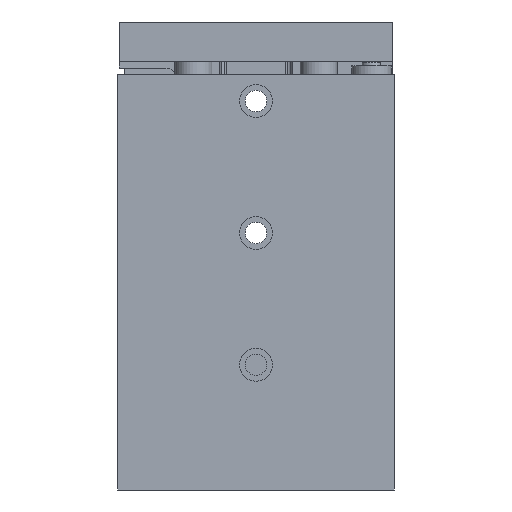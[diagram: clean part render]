
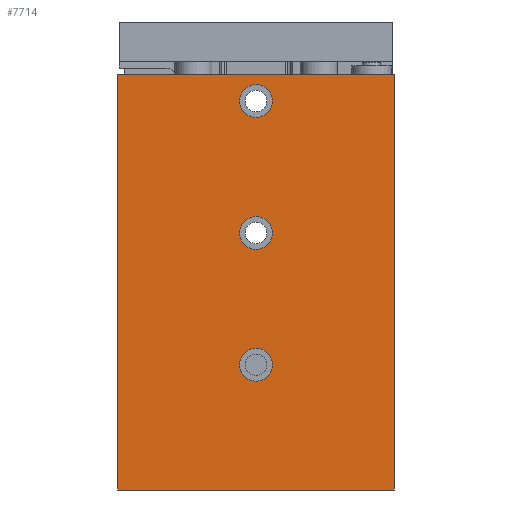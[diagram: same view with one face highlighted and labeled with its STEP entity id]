
A CAD part, front view. The second image highlights one B-rep face of the part: STEP entity #7714.
In plain terms, the highlighted planar face has unit normal (0, -1, 0).
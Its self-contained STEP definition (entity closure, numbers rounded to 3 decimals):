
#86=LINE('',#11277,#531);
#120=LINE('',#11353,#565);
#142=LINE('',#11445,#587);
#143=LINE('',#11453,#588);
#531=VECTOR('',#9062,1000.);
#565=VECTOR('',#9114,1000.);
#587=VECTOR('',#9184,1000.);
#588=VECTOR('',#9193,1000.);
#973=PLANE('',#8183);
#1261=ORIENTED_EDGE('',*,*,#3070,.F.);
#1262=ORIENTED_EDGE('',*,*,#3071,.F.);
#1263=ORIENTED_EDGE('',*,*,#3072,.F.);
#1264=ORIENTED_EDGE('',*,*,#2989,.F.);
#1265=ORIENTED_EDGE('',*,*,#3069,.F.);
#1266=ORIENTED_EDGE('',*,*,#3027,.T.);
#1267=ORIENTED_EDGE('',*,*,#3073,.T.);
#2989=EDGE_CURVE('',#3900,#3901,#86,.T.);
#3027=EDGE_CURVE('',#3934,#3933,#120,.T.);
#3069=EDGE_CURVE('',#3934,#3900,#142,.T.);
#3070=EDGE_CURVE('',#3970,#3970,#4570,.T.);
#3071=EDGE_CURVE('',#3971,#3971,#4571,.T.);
#3072=EDGE_CURVE('',#3972,#3972,#4572,.T.);
#3073=EDGE_CURVE('',#3933,#3901,#143,.T.);
#3900=VERTEX_POINT('',#11276);
#3901=VERTEX_POINT('',#11278);
#3933=VERTEX_POINT('',#11352);
#3934=VERTEX_POINT('',#11354);
#3970=VERTEX_POINT('',#11448);
#3971=VERTEX_POINT('',#11450);
#3972=VERTEX_POINT('',#11452);
#4570=CIRCLE('',#8184,2.5);
#4571=CIRCLE('',#8185,2.5);
#4572=CIRCLE('',#8186,2.5);
#5006=EDGE_LOOP('',(#1261));
#5007=EDGE_LOOP('',(#1262));
#5008=EDGE_LOOP('',(#1263));
#5009=EDGE_LOOP('',(#1264,#1265,#1266,#1267));
#5609=FACE_BOUND('',#5006,.T.);
#5610=FACE_BOUND('',#5007,.T.);
#5611=FACE_BOUND('',#5008,.T.);
#5612=FACE_BOUND('',#5009,.T.);
#7714=ADVANCED_FACE('',(#5609,#5610,#5611,#5612),#973,.T.);
#8183=AXIS2_PLACEMENT_3D('',#11446,#9185,#9186);
#8184=AXIS2_PLACEMENT_3D('',#11447,#9187,#9188);
#8185=AXIS2_PLACEMENT_3D('',#11449,#9189,#9190);
#8186=AXIS2_PLACEMENT_3D('',#11451,#9191,#9192);
#9062=DIRECTION('',(1.,0.,0.));
#9114=DIRECTION('',(1.,0.,0.));
#9184=DIRECTION('',(0.,0.,1.));
#9185=DIRECTION('',(0.,-1.,0.));
#9186=DIRECTION('',(0.,0.,-1.));
#9187=DIRECTION('',(0.,-1.,0.));
#9188=DIRECTION('',(0.,0.,-1.));
#9189=DIRECTION('',(0.,-1.,0.));
#9190=DIRECTION('',(0.,0.,-1.));
#9191=DIRECTION('',(0.,-1.,0.));
#9192=DIRECTION('',(0.,0.,-1.));
#9193=DIRECTION('',(0.,0.,1.));
#11276=CARTESIAN_POINT('',(-21.,0.,0.));
#11277=CARTESIAN_POINT('',(-21.,0.,0.));
#11278=CARTESIAN_POINT('',(21.,0.,0.));
#11352=CARTESIAN_POINT('',(21.,0.,-63.));
#11353=CARTESIAN_POINT('',(-21.,0.,-63.));
#11354=CARTESIAN_POINT('',(-21.,0.,-63.));
#11445=CARTESIAN_POINT('',(-21.,0.,-63.));
#11446=CARTESIAN_POINT('',(-21.,0.,-63.));
#11447=CARTESIAN_POINT('',(0.,0.,-24.));
#11448=CARTESIAN_POINT('',(0.,0.,-26.5));
#11449=CARTESIAN_POINT('',(0.,0.,-44.));
#11450=CARTESIAN_POINT('',(0.,0.,-46.5));
#11451=CARTESIAN_POINT('',(0.,0.,-4.));
#11452=CARTESIAN_POINT('',(0.,0.,-6.5));
#11453=CARTESIAN_POINT('',(21.,0.,-63.));
